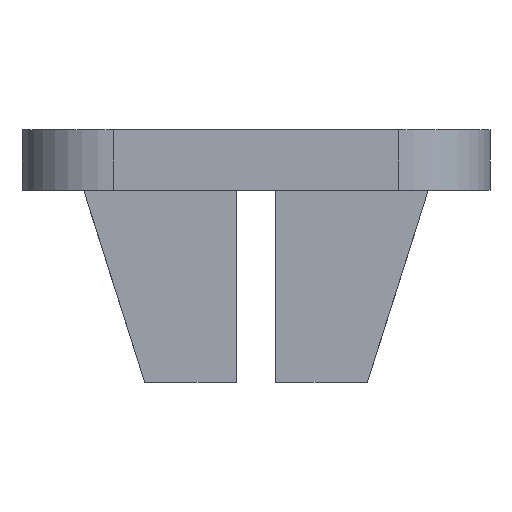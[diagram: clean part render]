
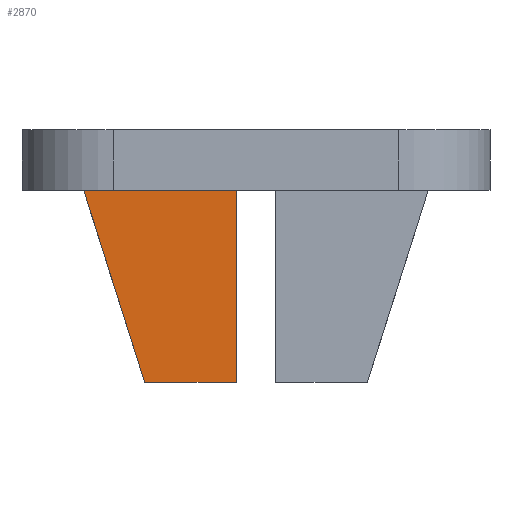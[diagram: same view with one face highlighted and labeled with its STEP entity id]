
A CAD part, front view. The second image highlights one B-rep face of the part: STEP entity #2870.
In plain terms, the highlighted planar face has unit normal (0, -1, 0).
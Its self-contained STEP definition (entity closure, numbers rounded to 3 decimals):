
#941 = PLANE('',#942);
#942 = AXIS2_PLACEMENT_3D('',#943,#944,#945);
#943 = CARTESIAN_POINT('',(0.,0.,0.));
#944 = DIRECTION('',(0.,0.,1.));
#945 = DIRECTION('',(1.,0.,0.));
#2031 = VERTEX_POINT('',#2032);
#2032 = CARTESIAN_POINT('',(-0.826,-37.5,0.));
#2046 = PLANE('',#2047);
#2047 = AXIS2_PLACEMENT_3D('',#2048,#2049,#2050);
#2048 = CARTESIAN_POINT('',(-0.826,37.5,0.));
#2049 = DIRECTION('',(1.,0.,0.));
#2050 = DIRECTION('',(0.,0.,-1.));
#2058 = EDGE_CURVE('',#2059,#2031,#2061,.T.);
#2059 = VERTEX_POINT('',#2060);
#2060 = CARTESIAN_POINT('',(-7.176,-37.5,0.));
#2061 = SURFACE_CURVE('',#2062,(#2066,#2073),.PCURVE_S1.);
#2062 = LINE('',#2063,#2064);
#2063 = CARTESIAN_POINT('',(-7.176,-37.5,0.));
#2064 = VECTOR('',#2065,1.);
#2065 = DIRECTION('',(1.,0.,0.));
#2066 = PCURVE('',#941,#2067);
#2067 = DEFINITIONAL_REPRESENTATION('',(#2068),#2072);
#2068 = LINE('',#2069,#2070);
#2069 = CARTESIAN_POINT('',(-7.176,-37.5));
#2070 = VECTOR('',#2071,1.);
#2071 = DIRECTION('',(1.,0.));
#2072 = ( GEOMETRIC_REPRESENTATION_CONTEXT(2) 
PARAMETRIC_REPRESENTATION_CONTEXT() REPRESENTATION_CONTEXT('2D SPACE',''
  ) );
#2073 = PCURVE('',#2074,#2079);
#2074 = PLANE('',#2075);
#2075 = AXIS2_PLACEMENT_3D('',#2076,#2077,#2078);
#2076 = CARTESIAN_POINT('',(0.,-37.5,-3.617));
#2077 = DIRECTION('',(0.,1.,0.));
#2078 = DIRECTION('',(0.,0.,1.));
#2079 = DEFINITIONAL_REPRESENTATION('',(#2080),#2084);
#2080 = LINE('',#2081,#2082);
#2081 = CARTESIAN_POINT('',(3.617,-7.175));
#2082 = VECTOR('',#2083,1.);
#2083 = DIRECTION('',(0.,1.));
#2084 = ( GEOMETRIC_REPRESENTATION_CONTEXT(2) 
PARAMETRIC_REPRESENTATION_CONTEXT() REPRESENTATION_CONTEXT('2D SPACE',''
  ) );
#2100 = PLANE('',#2101);
#2101 = AXIS2_PLACEMENT_3D('',#2102,#2103,#2104);
#2102 = CARTESIAN_POINT('',(-4.636,37.5,-8.));
#2103 = DIRECTION('',(-0.953,0.,-0.303));
#2104 = DIRECTION('',(-0.303,0.,0.953));
#2650 = PLANE('',#2651);
#2651 = AXIS2_PLACEMENT_3D('',#2652,#2653,#2654);
#2652 = CARTESIAN_POINT('',(-0.826,37.5,-8.));
#2653 = DIRECTION('',(-0.,0.,-1.));
#2654 = DIRECTION('',(-1.,0.,0.));
#2689 = VERTEX_POINT('',#2690);
#2690 = CARTESIAN_POINT('',(-4.636,-37.5,-8.));
#2711 = EDGE_CURVE('',#2689,#2059,#2712,.T.);
#2712 = SURFACE_CURVE('',#2713,(#2717,#2724),.PCURVE_S1.);
#2713 = LINE('',#2714,#2715);
#2714 = CARTESIAN_POINT('',(-4.636,-37.5,-8.));
#2715 = VECTOR('',#2716,1.);
#2716 = DIRECTION('',(-0.303,0.,0.953));
#2717 = PCURVE('',#2100,#2718);
#2718 = DEFINITIONAL_REPRESENTATION('',(#2719),#2723);
#2719 = LINE('',#2720,#2721);
#2720 = CARTESIAN_POINT('',(0.,-75.));
#2721 = VECTOR('',#2722,1.);
#2722 = DIRECTION('',(1.,0.));
#2723 = ( GEOMETRIC_REPRESENTATION_CONTEXT(2) 
PARAMETRIC_REPRESENTATION_CONTEXT() REPRESENTATION_CONTEXT('2D SPACE',''
  ) );
#2724 = PCURVE('',#2074,#2725);
#2725 = DEFINITIONAL_REPRESENTATION('',(#2726),#2730);
#2726 = LINE('',#2727,#2728);
#2727 = CARTESIAN_POINT('',(-4.383,-4.635));
#2728 = VECTOR('',#2729,1.);
#2729 = DIRECTION('',(0.953,-0.303));
#2730 = ( GEOMETRIC_REPRESENTATION_CONTEXT(2) 
PARAMETRIC_REPRESENTATION_CONTEXT() REPRESENTATION_CONTEXT('2D SPACE',''
  ) );
#2796 = EDGE_CURVE('',#2031,#2797,#2799,.T.);
#2797 = VERTEX_POINT('',#2798);
#2798 = CARTESIAN_POINT('',(-0.826,-37.5,-8.));
#2799 = SURFACE_CURVE('',#2800,(#2804,#2811),.PCURVE_S1.);
#2800 = LINE('',#2801,#2802);
#2801 = CARTESIAN_POINT('',(-0.826,-37.5,0.));
#2802 = VECTOR('',#2803,1.);
#2803 = DIRECTION('',(0.,0.,-1.));
#2804 = PCURVE('',#2046,#2805);
#2805 = DEFINITIONAL_REPRESENTATION('',(#2806),#2810);
#2806 = LINE('',#2807,#2808);
#2807 = CARTESIAN_POINT('',(0.,-75.));
#2808 = VECTOR('',#2809,1.);
#2809 = DIRECTION('',(1.,0.));
#2810 = ( GEOMETRIC_REPRESENTATION_CONTEXT(2) 
PARAMETRIC_REPRESENTATION_CONTEXT() REPRESENTATION_CONTEXT('2D SPACE',''
  ) );
#2811 = PCURVE('',#2074,#2812);
#2812 = DEFINITIONAL_REPRESENTATION('',(#2813),#2817);
#2813 = LINE('',#2814,#2815);
#2814 = CARTESIAN_POINT('',(3.617,-0.825));
#2815 = VECTOR('',#2816,1.);
#2816 = DIRECTION('',(-1.,0.));
#2817 = ( GEOMETRIC_REPRESENTATION_CONTEXT(2) 
PARAMETRIC_REPRESENTATION_CONTEXT() REPRESENTATION_CONTEXT('2D SPACE',''
  ) );
#2870 = ADVANCED_FACE('',(#2871),#2074,.F.);
#2871 = FACE_BOUND('',#2872,.F.);
#2872 = EDGE_LOOP('',(#2873,#2874,#2895,#2896));
#2873 = ORIENTED_EDGE('',*,*,#2796,.T.);
#2874 = ORIENTED_EDGE('',*,*,#2875,.T.);
#2875 = EDGE_CURVE('',#2797,#2689,#2876,.T.);
#2876 = SURFACE_CURVE('',#2877,(#2881,#2888),.PCURVE_S1.);
#2877 = LINE('',#2878,#2879);
#2878 = CARTESIAN_POINT('',(-0.826,-37.5,-8.));
#2879 = VECTOR('',#2880,1.);
#2880 = DIRECTION('',(-1.,0.,0.));
#2881 = PCURVE('',#2074,#2882);
#2882 = DEFINITIONAL_REPRESENTATION('',(#2883),#2887);
#2883 = LINE('',#2884,#2885);
#2884 = CARTESIAN_POINT('',(-4.383,-0.825));
#2885 = VECTOR('',#2886,1.);
#2886 = DIRECTION('',(0.,-1.));
#2887 = ( GEOMETRIC_REPRESENTATION_CONTEXT(2) 
PARAMETRIC_REPRESENTATION_CONTEXT() REPRESENTATION_CONTEXT('2D SPACE',''
  ) );
#2888 = PCURVE('',#2650,#2889);
#2889 = DEFINITIONAL_REPRESENTATION('',(#2890),#2894);
#2890 = LINE('',#2891,#2892);
#2891 = CARTESIAN_POINT('',(0.,-75.));
#2892 = VECTOR('',#2893,1.);
#2893 = DIRECTION('',(1.,0.));
#2894 = ( GEOMETRIC_REPRESENTATION_CONTEXT(2) 
PARAMETRIC_REPRESENTATION_CONTEXT() REPRESENTATION_CONTEXT('2D SPACE',''
  ) );
#2895 = ORIENTED_EDGE('',*,*,#2711,.T.);
#2896 = ORIENTED_EDGE('',*,*,#2058,.T.);
